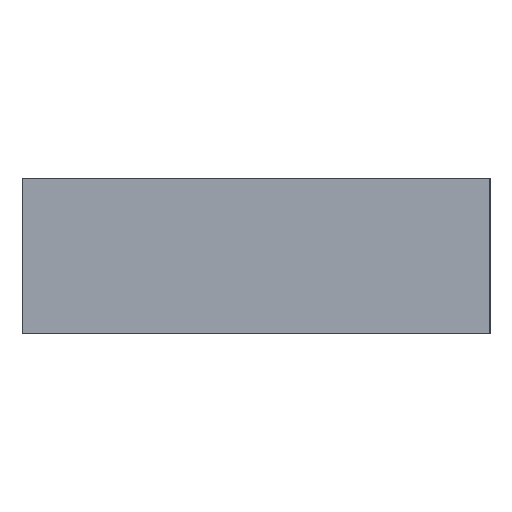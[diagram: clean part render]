
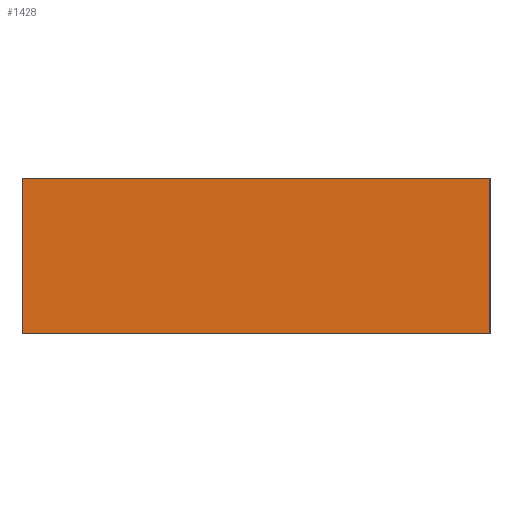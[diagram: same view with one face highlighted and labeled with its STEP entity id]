
A CAD part, left-side view. The second image highlights one B-rep face of the part: STEP entity #1428.
In plain terms, the highlighted planar face has unit normal (-1, 0, 0).
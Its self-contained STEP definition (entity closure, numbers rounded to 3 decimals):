
#17 = VERTEX_POINT ( 'NONE', #124 ) ;
#69 = DIRECTION ( 'NONE',  ( 0., 0., -1. ) ) ;
#94 = DIRECTION ( 'NONE',  ( 0., -1., 0. ) ) ;
#124 = CARTESIAN_POINT ( 'NONE',  ( 0., 6., 0. ) ) ;
#164 = LINE ( 'NONE', #1074, #1808 ) ;
#238 = VECTOR ( 'NONE', #69, 1000. ) ;
#270 = FACE_OUTER_BOUND ( 'NONE', #484, .T. ) ;
#343 = CARTESIAN_POINT ( 'NONE',  ( 0., 0., 2. ) ) ;
#484 = EDGE_LOOP ( 'NONE', ( #1693, #1157, #633, #1523 ) ) ;
#493 = AXIS2_PLACEMENT_3D ( 'NONE', #1427, #951, #2042 ) ;
#557 = VERTEX_POINT ( 'NONE', #1059 ) ;
#589 = CARTESIAN_POINT ( 'NONE',  ( 0., 0., 0. ) ) ;
#633 = ORIENTED_EDGE ( 'NONE', *, *, #1029, .F. ) ;
#887 = VECTOR ( 'NONE', #1479, 1000. ) ;
#951 = DIRECTION ( 'NONE',  ( 1., 0., 0. ) ) ;
#964 = CARTESIAN_POINT ( 'NONE',  ( 0., 0., 0. ) ) ;
#996 = EDGE_CURVE ( 'NONE', #17, #1985, #1542, .T. ) ;
#1029 = EDGE_CURVE ( 'NONE', #1239, #557, #164, .T. ) ;
#1059 = CARTESIAN_POINT ( 'NONE',  ( 0., 0., 2. ) ) ;
#1074 = CARTESIAN_POINT ( 'NONE',  ( 0., 0., 2. ) ) ;
#1157 = ORIENTED_EDGE ( 'NONE', *, *, #1564, .F. ) ;
#1214 = CARTESIAN_POINT ( 'NONE',  ( 0., 6., 2. ) ) ;
#1239 = VERTEX_POINT ( 'NONE', #1449 ) ;
#1271 = PLANE ( 'NONE',  #493 ) ;
#1427 = CARTESIAN_POINT ( 'NONE',  ( 0., 0., 2. ) ) ;
#1428 = ADVANCED_FACE ( 'NONE', ( #270 ), #1271, .F. ) ;
#1449 = CARTESIAN_POINT ( 'NONE',  ( 0., 6., 2. ) ) ;
#1479 = DIRECTION ( 'NONE',  ( 0., 0., -1. ) ) ;
#1523 = ORIENTED_EDGE ( 'NONE', *, *, #1694, .T. ) ;
#1524 = LINE ( 'NONE', #1214, #238 ) ;
#1542 = LINE ( 'NONE', #589, #1855 ) ;
#1564 = EDGE_CURVE ( 'NONE', #557, #1985, #1726, .T. ) ;
#1693 = ORIENTED_EDGE ( 'NONE', *, *, #996, .T. ) ;
#1694 = EDGE_CURVE ( 'NONE', #1239, #17, #1524, .T. ) ;
#1726 = LINE ( 'NONE', #343, #887 ) ;
#1808 = VECTOR ( 'NONE', #94, 1000. ) ;
#1853 = DIRECTION ( 'NONE',  ( 0., -1., 0. ) ) ;
#1855 = VECTOR ( 'NONE', #1853, 1000. ) ;
#1985 = VERTEX_POINT ( 'NONE', #964 ) ;
#2042 = DIRECTION ( 'NONE',  ( 0., 0., -1. ) ) ;
